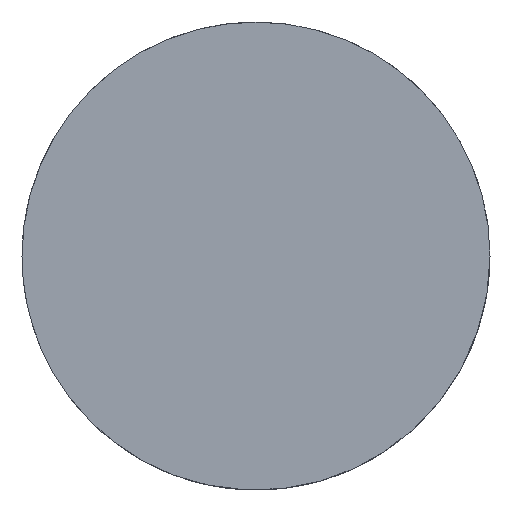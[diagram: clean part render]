
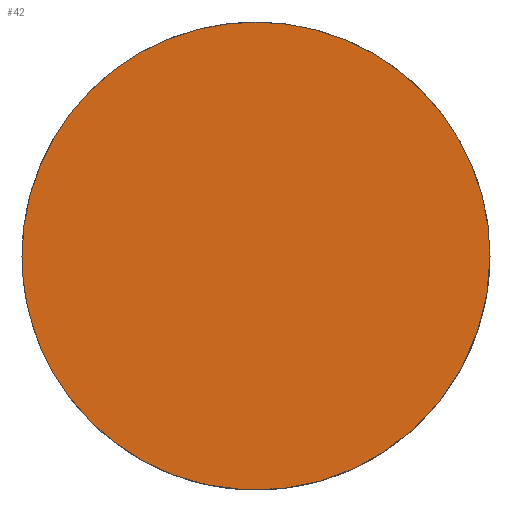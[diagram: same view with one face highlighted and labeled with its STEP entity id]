
A CAD part, left-side view. The second image highlights one B-rep face of the part: STEP entity #42.
In plain terms, the highlighted planar face has unit normal (-1, 0, 0).
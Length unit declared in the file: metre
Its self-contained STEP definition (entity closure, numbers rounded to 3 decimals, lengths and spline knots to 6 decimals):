
#42=ADVANCED_FACE('',(#93),#94,.T.);
#61=EDGE_CURVE('',#122,#123,#124,.T.);
#63=EDGE_CURVE('',#122,#123,#126,.T.);
#93=FACE_OUTER_BOUND('',#151,.T.);
#94=PLANE('',#152);
#122=VERTEX_POINT('',#241);
#123=VERTEX_POINT('',#242);
#124=(B_SPLINE_CURVE(3,(#244,#245,#246,#247),.UNSPECIFIED.,.F.,.F.)B_SPLINE_CURVE_WITH_KNOTS((4,4),(0.0,1.0),.UNSPECIFIED.)RATIONAL_B_SPLINE_CURVE((1.0,0.333,0.333,1.0))BOUNDED_CURVE()REPRESENTATION_ITEM('')GEOMETRIC_REPRESENTATION_ITEM()CURVE());
#126=B_SPLINE_CURVE_WITH_KNOTS('',2,(#256,#257,#258,#259,#260,#261,#262,#263,#264,#265,#266,#267,#268,#269,#270,#271,#272),.UNSPECIFIED.,.F.,.F.,(3,2,2,2,2,2,2,2,3),(0.0,0.125,0.25,0.375,0.5,0.625,0.75,0.875,1.0),.UNSPECIFIED.);
#151=EDGE_LOOP('',(#314,#315));
#152=AXIS2_PLACEMENT_3D('',#316,#317,#318);
#241=CARTESIAN_POINT('',(0.0,-0.0035,0.));
#242=CARTESIAN_POINT('',(0.0,0.0035,0.0));
#244=CARTESIAN_POINT('',(0.0,-0.0035,0.));
#245=CARTESIAN_POINT('',(0.0,-0.0035,-0.007));
#246=CARTESIAN_POINT('',(0.0,0.0035,-0.007));
#247=CARTESIAN_POINT('',(0.0,0.0035,0.0));
#256=CARTESIAN_POINT('',(0.0,-0.0035,0.));
#257=CARTESIAN_POINT('',(0.0,-0.0035,0.000696));
#258=CARTESIAN_POINT('',(0.0,-0.003234,0.001339));
#259=CARTESIAN_POINT('',(0.0,-0.002967,0.001982));
#260=CARTESIAN_POINT('',(0.0,-0.002475,0.002475));
#261=CARTESIAN_POINT('',(0.0,-0.001983,0.002967));
#262=CARTESIAN_POINT('',(0.0,-0.001339,0.003234));
#263=CARTESIAN_POINT('',(0.0,-0.000697,0.0035));
#264=CARTESIAN_POINT('',(0.0,0.,0.0035));
#265=CARTESIAN_POINT('',(0.0,0.000696,0.0035));
#266=CARTESIAN_POINT('',(0.0,0.001339,0.003234));
#267=CARTESIAN_POINT('',(0.0,0.001982,0.002967));
#268=CARTESIAN_POINT('',(0.0,0.002475,0.002475));
#269=CARTESIAN_POINT('',(0.0,0.002967,0.001983));
#270=CARTESIAN_POINT('',(0.0,0.003234,0.001339));
#271=CARTESIAN_POINT('',(0.0,0.0035,0.000696));
#272=CARTESIAN_POINT('',(0.0,0.0035,0.0));
#314=ORIENTED_EDGE('',*,*,#61,.F.);
#315=ORIENTED_EDGE('',*,*,#63,.T.);
#316=CARTESIAN_POINT('',(0.0,-0.0035,0.0035));
#317=DIRECTION('',(-1.0,0.0,0.0));
#318=DIRECTION('',(0.0,1.0,0.0));
